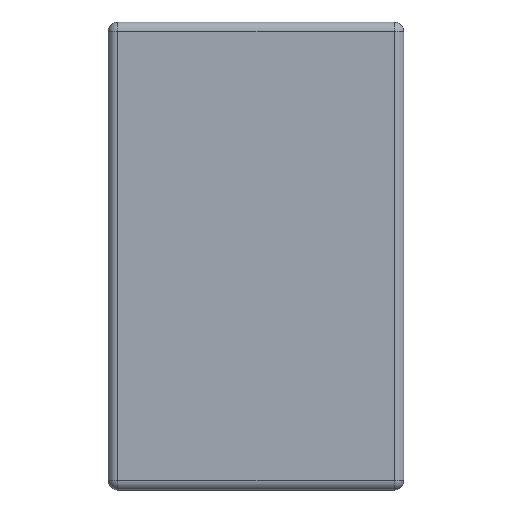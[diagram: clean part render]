
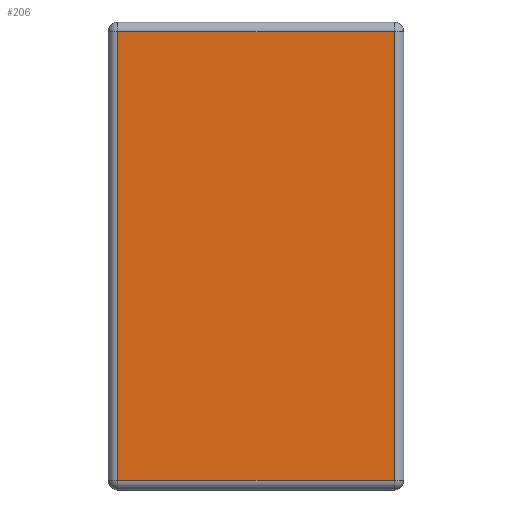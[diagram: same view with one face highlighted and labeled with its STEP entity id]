
A CAD part, left-side view. The second image highlights one B-rep face of the part: STEP entity #206.
In plain terms, the highlighted planar face has unit normal (-1, 0, 0).
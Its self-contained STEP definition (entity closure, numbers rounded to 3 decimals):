
#206=ADVANCED_FACE('',(#712),#714,.T.);
#712=FACE_BOUND('',#713,.T.);
#713=EDGE_LOOP('',(#1099,#1100,#1101,#1102));
#714=PLANE('',#715);
#715=AXIS2_PLACEMENT_3D('',#716,#717,#718);
#716=CARTESIAN_POINT('',(0.,0.,0.));
#717=DIRECTION('',(-1.,0.,0.));
#718=DIRECTION('',(0.,0.,1.));
#1099=ORIENTED_EDGE('',*,*,#1349,.T.);
#1100=ORIENTED_EDGE('',*,*,#1350,.T.);
#1101=ORIENTED_EDGE('',*,*,#1351,.T.);
#1102=ORIENTED_EDGE('',*,*,#1352,.T.);
#1349=EDGE_CURVE('',#1543,#1544,#1545,.T.);
#1350=EDGE_CURVE('',#1544,#1546,#1547,.T.);
#1351=EDGE_CURVE('',#1546,#1548,#1549,.T.);
#1352=EDGE_CURVE('',#1548,#1543,#1550,.T.);
#1543=VERTEX_POINT('',#1948);
#1544=VERTEX_POINT('',#1949);
#1545=LINE('',#1950,#1951);
#1546=VERTEX_POINT('',#1953);
#1547=LINE('',#1954,#1955);
#1548=VERTEX_POINT('',#1957);
#1549=LINE('',#1958,#1959);
#1550=LINE('',#1961,#1962);
#1948=CARTESIAN_POINT('',(0.,0.948,-1.518));
#1949=CARTESIAN_POINT('',(0.,0.032,-1.518));
#1950=CARTESIAN_POINT('',(0.,0.948,-1.518));
#1951=VECTOR('',#1952,1.);
#1952=DIRECTION('',(0.,-1.,0.));
#1953=CARTESIAN_POINT('',(0.,0.032,-0.032));
#1954=CARTESIAN_POINT('',(0.,0.032,-1.518));
#1955=VECTOR('',#1956,1.);
#1956=DIRECTION('',(0.,0.,1.));
#1957=CARTESIAN_POINT('',(0.,0.948,-0.032));
#1958=CARTESIAN_POINT('',(0.,0.032,-0.032));
#1959=VECTOR('',#1960,1.);
#1960=DIRECTION('',(0.,1.,0.));
#1961=CARTESIAN_POINT('',(0.,0.948,-0.032));
#1962=VECTOR('',#1963,1.);
#1963=DIRECTION('',(0.,0.,-1.));
